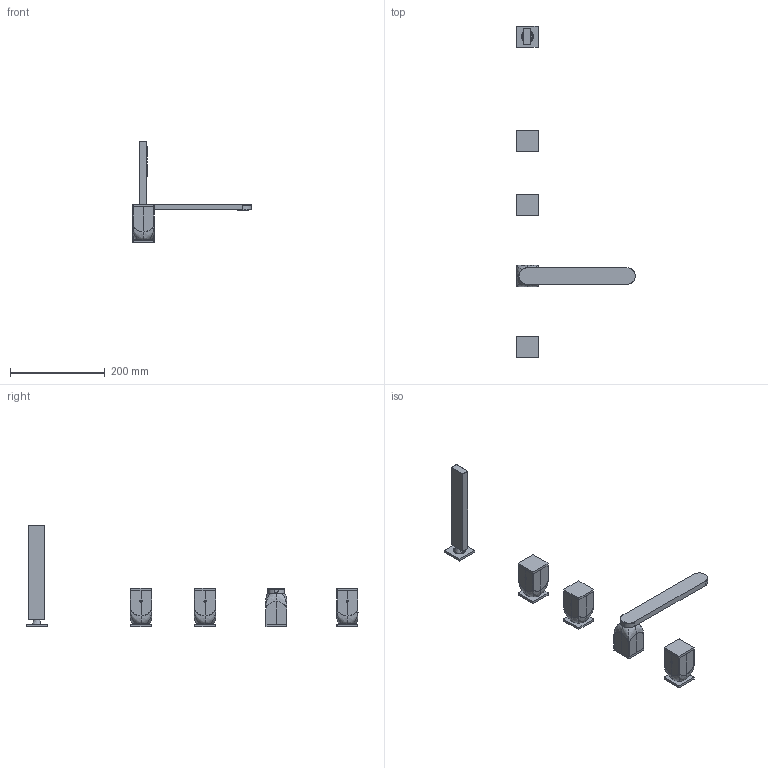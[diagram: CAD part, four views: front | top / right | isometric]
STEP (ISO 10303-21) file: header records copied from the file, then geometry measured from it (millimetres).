
FILE_DESCRIPTION(('CATIA V5 STEP Exchange','CAx-IF Rec.Pracs.--- Model Styling and Organization---1.5--- 2016-08-15','CAx-IF Rec.Pracs.---Supplemental Geometry---1.0---2011-11-01','CAx-IF Rec.Pracs.--- Composite Materials ---3.4---2017-06-13','CAx-IF Rec.Pracs.---Tessellated 3D Geometry---1.0---2015-12-17'),'2;1');
FILE_NAME('RM000260 Bordo Vasca 5 fori.stp','2023-01-26T15:00:03+00:00',('none'),('none'),'CATIA Version 5-6 Release 2020 SP2','CATIA V5 STEP AP242 v2','none');
FILE_SCHEMA(('AP242_MANAGED_MODEL_BASED_3D_ENGINEERING_MIM_LF {1 0 10303 442 1 1 4}'));
Products named in the file (1): RM000260_AllCATPart
Bounding box: 250.01 x 700.01 x 214.82 mm (x, y, z)
Volume: 2358.8 mm3; surface area: 114855.3 mm2
Topology: 2 solids, 553 shells, 1249 faces, 4322 edges, 3724 vertices
Faces by surface type: plane 1017, cylinder 149, extrusion 37, bspline 32, cone 10, torus 4
Entity records: 73170 total; most frequent: CARTESIAN_POINT 37970, ORIENTED_EDGE 6102, DIRECTION 5331, EDGE_CURVE 4322, VERTEX_POINT 3724, VECTOR 3483, LINE 3446, EDGE_LOOP 1444
